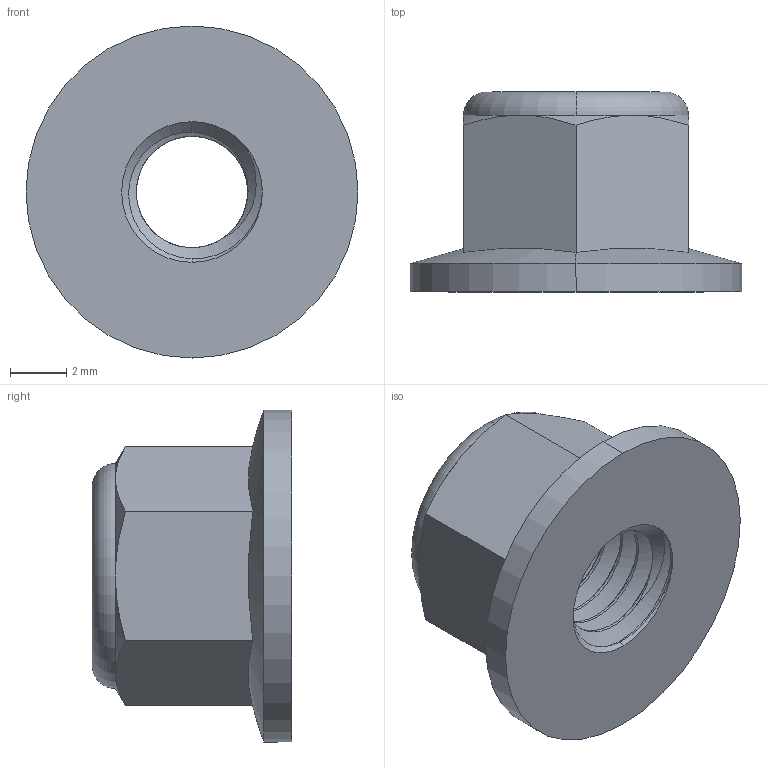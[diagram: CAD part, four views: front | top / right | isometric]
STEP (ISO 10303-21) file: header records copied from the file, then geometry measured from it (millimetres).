
FILE_DESCRIPTION (( 'STEP AP203' ), '1' );
FILE_NAME ('94710A102.STEP', '2019-12-03T15:34:14', ( '' ), ( '' ), 'SwSTEP 2.0', 'SolidWorks 2017', '' );
FILE_SCHEMA (( 'CONFIG_CONTROL_DESIGN' ));
Length unit declared in the file: millimetre
Products named in the file (1): 94710A102
Bounding box: 11.8 x 7.1 x 11.8 mm (x, y, z)
Volume: 340.6 mm3; surface area: 560.7 mm2
Topology: 2 solids, 2 shells, 57 faces, 139 edges, 86 vertices
Faces by surface type: cylinder 23, cone 17, plane 10, bspline 3, torus 2, sphere 2
Entity records: 3202 total; most frequent: CARTESIAN_POINT 1902, ORIENTED_EDGE 278, DIRECTION 238, EDGE_CURVE 139, AXIS2_PLACEMENT_3D 100, VERTEX_POINT 86, EDGE_LOOP 61, FACE_OUTER_BOUND 57
